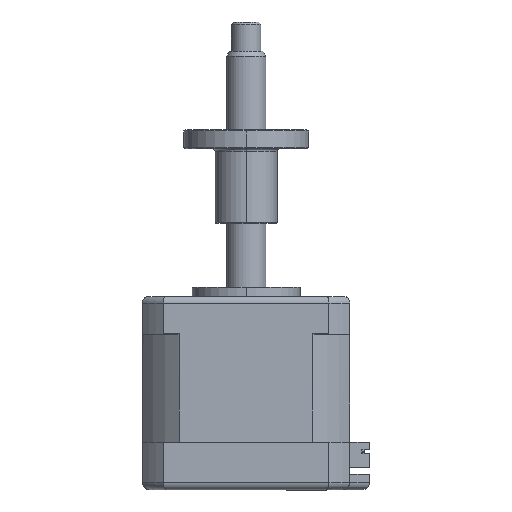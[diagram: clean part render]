
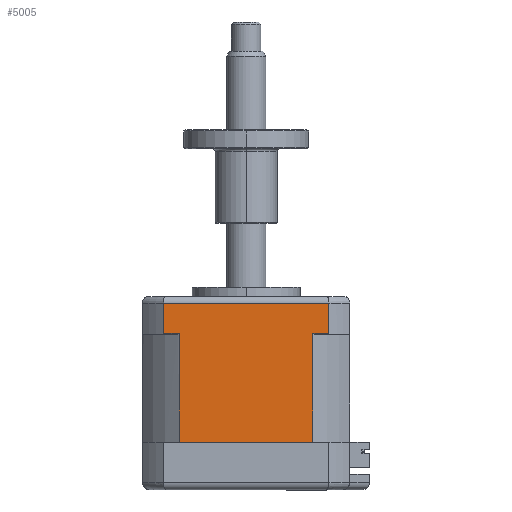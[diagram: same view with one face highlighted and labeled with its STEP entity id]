
A CAD part, top view. The second image highlights one B-rep face of the part: STEP entity #5005.
In plain terms, the highlighted planar face has unit normal (0, 0, 1).
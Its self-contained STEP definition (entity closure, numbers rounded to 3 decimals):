
#108 = ORIENTED_EDGE ( 'NONE', *, *, #3277, .T. ) ;
#283 = ORIENTED_EDGE ( 'NONE', *, *, #7643, .F. ) ;
#370 = CARTESIAN_POINT ( 'NONE',  ( -3.987, -29.808, 54.45 ) ) ;
#635 = CARTESIAN_POINT ( 'NONE',  ( -0.735, -1.458, 54.45 ) ) ;
#854 = ORIENTED_EDGE ( 'NONE', *, *, #7406, .F. ) ;
#1168 = LINE ( 'NONE', #6252, #10545 ) ;
#1526 = CARTESIAN_POINT ( 'NONE',  ( -3.987, -29.808, 54.45 ) ) ;
#1562 = VERTEX_POINT ( 'NONE', #2340 ) ;
#2340 = CARTESIAN_POINT ( 'NONE',  ( -31.176, -29.808, 54.45 ) ) ;
#2449 = DIRECTION ( 'NONE',  ( 1., 0., 0. ) ) ;
#2552 = VERTEX_POINT ( 'NONE', #10706 ) ;
#2989 = CARTESIAN_POINT ( 'NONE',  ( -0.735, -7.608, 54.45 ) ) ;
#3277 = EDGE_CURVE ( 'NONE', #7754, #2552, #6708, .T. ) ;
#3293 = PLANE ( 'NONE',  #10839 ) ;
#3398 = ORIENTED_EDGE ( 'NONE', *, *, #6501, .F. ) ;
#3414 = CARTESIAN_POINT ( 'NONE',  ( -34.427, -1.458, 54.45 ) ) ;
#3618 = CARTESIAN_POINT ( 'NONE',  ( -34.427, -9.208, 54.45 ) ) ;
#3876 = VECTOR ( 'NONE', #10566, 1000. ) ;
#4012 = VECTOR ( 'NONE', #11037, 1000. ) ;
#4166 = CARTESIAN_POINT ( 'NONE',  ( -3.987, -7.608, 54.45 ) ) ;
#4188 = CARTESIAN_POINT ( 'NONE',  ( -3.987, -29.808, 54.45 ) ) ;
#4300 = VECTOR ( 'NONE', #9364, 1000. ) ;
#4662 = CARTESIAN_POINT ( 'NONE',  ( -0.735, -9.208, 54.45 ) ) ;
#5005 = ADVANCED_FACE ( 'NONE', ( #6105 ), #3293, .F. ) ;
#5067 = VERTEX_POINT ( 'NONE', #3414 ) ;
#5189 = EDGE_CURVE ( 'NONE', #8241, #5067, #1168, .T. ) ;
#5403 = CARTESIAN_POINT ( 'NONE',  ( -3.987, -29.808, 54.45 ) ) ;
#5598 = CARTESIAN_POINT ( 'NONE',  ( -31.176, -29.808, 54.45 ) ) ;
#6105 = FACE_OUTER_BOUND ( 'NONE', #7499, .T. ) ;
#6128 = CARTESIAN_POINT ( 'NONE',  ( -31.176, -7.608, 54.45 ) ) ;
#6252 = CARTESIAN_POINT ( 'NONE',  ( -34.427, -1.458, 54.45 ) ) ;
#6501 = EDGE_CURVE ( 'NONE', #1562, #10760, #9776, .T. ) ;
#6597 = VECTOR ( 'NONE', #8100, 1000. ) ;
#6692 = DIRECTION ( 'NONE',  ( -1., 0., 0. ) ) ;
#6708 = LINE ( 'NONE', #2989, #4300 ) ;
#7178 = LINE ( 'NONE', #8047, #6597 ) ;
#7203 = ORIENTED_EDGE ( 'NONE', *, *, #8814, .T. ) ;
#7406 = EDGE_CURVE ( 'NONE', #7761, #5067, #9168, .T. ) ;
#7499 = EDGE_LOOP ( 'NONE', ( #8743, #108, #7203, #10340, #854, #10106, #3398, #283 ) ) ;
#7643 = EDGE_CURVE ( 'NONE', #9221, #1562, #11716, .T. ) ;
#7754 = VERTEX_POINT ( 'NONE', #4166 ) ;
#7761 = VERTEX_POINT ( 'NONE', #10580 ) ;
#7843 = DIRECTION ( 'NONE',  ( 0., 0., -1. ) ) ;
#8047 = CARTESIAN_POINT ( 'NONE',  ( -0.735, -7.608, 54.45 ) ) ;
#8100 = DIRECTION ( 'NONE',  ( 1., 0., 0. ) ) ;
#8241 = VERTEX_POINT ( 'NONE', #635 ) ;
#8579 = EDGE_CURVE ( 'NONE', #9221, #7754, #8723, .T. ) ;
#8723 = LINE ( 'NONE', #4188, #3876 ) ;
#8743 = ORIENTED_EDGE ( 'NONE', *, *, #8579, .T. ) ;
#8746 = VECTOR ( 'NONE', #6692, 1000. ) ;
#8814 = EDGE_CURVE ( 'NONE', #2552, #8241, #11539, .T. ) ;
#9015 = DIRECTION ( 'NONE',  ( -1., 0., 0. ) ) ;
#9168 = LINE ( 'NONE', #3618, #11572 ) ;
#9221 = VERTEX_POINT ( 'NONE', #5403 ) ;
#9264 = DIRECTION ( 'NONE',  ( 0., 1., 0. ) ) ;
#9364 = DIRECTION ( 'NONE',  ( 1., 0., 0. ) ) ;
#9716 = EDGE_CURVE ( 'NONE', #7761, #10760, #7178, .T. ) ;
#9776 = LINE ( 'NONE', #5598, #11604 ) ;
#9995 = DIRECTION ( 'NONE',  ( 0., 1., 0. ) ) ;
#10106 = ORIENTED_EDGE ( 'NONE', *, *, #9716, .T. ) ;
#10340 = ORIENTED_EDGE ( 'NONE', *, *, #5189, .T. ) ;
#10545 = VECTOR ( 'NONE', #9015, 1000. ) ;
#10566 = DIRECTION ( 'NONE',  ( 0., 1., 0. ) ) ;
#10580 = CARTESIAN_POINT ( 'NONE',  ( -34.427, -7.608, 54.45 ) ) ;
#10706 = CARTESIAN_POINT ( 'NONE',  ( -0.735, -7.608, 54.45 ) ) ;
#10760 = VERTEX_POINT ( 'NONE', #6128 ) ;
#10839 = AXIS2_PLACEMENT_3D ( 'NONE', #1526, #7843, #2449 ) ;
#11037 = DIRECTION ( 'NONE',  ( 0., 1., 0. ) ) ;
#11539 = LINE ( 'NONE', #4662, #4012 ) ;
#11572 = VECTOR ( 'NONE', #9995, 1000. ) ;
#11604 = VECTOR ( 'NONE', #9264, 1000. ) ;
#11716 = LINE ( 'NONE', #370, #8746 ) ;
